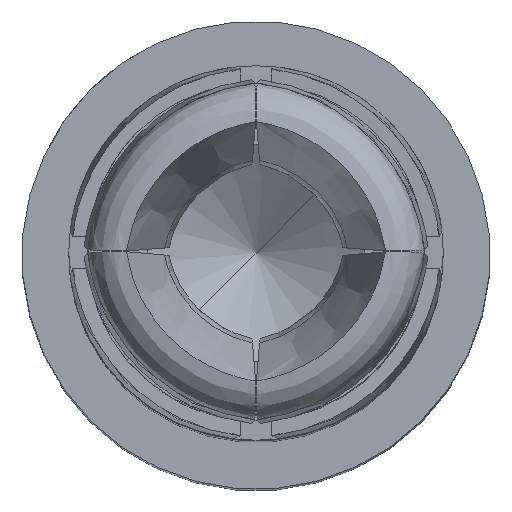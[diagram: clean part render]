
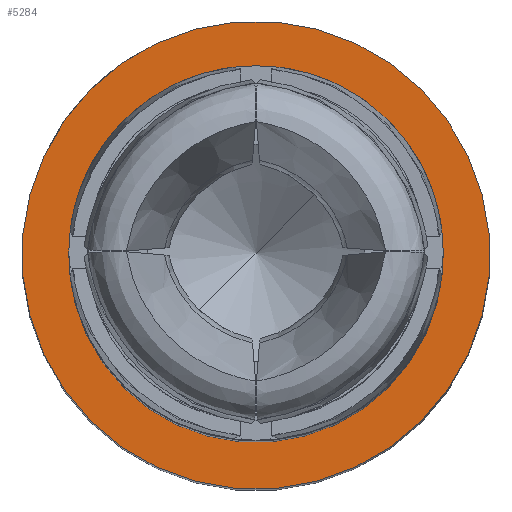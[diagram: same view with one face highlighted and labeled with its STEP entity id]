
A CAD part, top view. The second image highlights one B-rep face of the part: STEP entity #5284.
In plain terms, the highlighted planar face has unit normal (0, 0, 1).
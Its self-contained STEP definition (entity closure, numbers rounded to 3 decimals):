
#1622=CARTESIAN_POINT('',(0.,0.,-6.05));
#1623=DIRECTION('',(0.,0.,-1.));
#1624=DIRECTION('',(0.707,0.707,0.));
#1625=AXIS2_PLACEMENT_3D('',#1622,#1623,#1624);
#1635=CARTESIAN_POINT('',(0.,0.,-6.05));
#1636=DIRECTION('',(0.,0.,1.));
#1637=DIRECTION('',(0.707,0.707,0.));
#1638=AXIS2_PLACEMENT_3D('',#1635,#1636,#1637);
#1696=CARTESIAN_POINT('',(0.,0.,-6.05));
#1697=DIRECTION('',(0.,0.,-1.));
#1698=DIRECTION('',(0.707,0.707,0.));
#1699=AXIS2_PLACEMENT_3D('',#1696,#1697,#1698);
#1701=CARTESIAN_POINT('',(0.,0.,-6.05));
#1702=DIRECTION('',(0.,0.,1.));
#1703=DIRECTION('',(0.707,0.707,0.));
#1704=AXIS2_PLACEMENT_3D('',#1701,#1702,#1703);
#2770=CARTESIAN_POINT('',(0.884,0.884,-6.05));
#2772=VERTEX_POINT('',#2770);
#2773=CARTESIAN_POINT('',(0.707,0.707,-6.05));
#2775=VERTEX_POINT('',#2773);
#2780=CARTESIAN_POINT('',(-0.884,-0.884,-6.05));
#2782=VERTEX_POINT('',#2780);
#2783=CARTESIAN_POINT('',(-0.707,-0.707,-6.05));
#2785=VERTEX_POINT('',#2783);
#5269=CARTESIAN_POINT('',(0.,0.,-6.05));
#5270=DIRECTION('',(0.,0.,-1.));
#5271=DIRECTION('',(-0.707,-0.707,0.));
#5272=AXIS2_PLACEMENT_3D('',#5269,#5270,#5271);
#5273=PLANE('',#5272);
#5275=ORIENTED_EDGE('',*,*,#5274,.T.);
#5277=ORIENTED_EDGE('',*,*,#5276,.F.);
#5278=EDGE_LOOP('',(#5275,#5277));
#5279=FACE_OUTER_BOUND('',#5278,.F.);
#5280=ORIENTED_EDGE('',*,*,#5258,.T.);
#5281=ORIENTED_EDGE('',*,*,#5242,.F.);
#5282=EDGE_LOOP('',(#5280,#5281));
#5283=FACE_BOUND('',#5282,.F.);
#1626=CIRCLE('',#1625,1.);
#1639=CIRCLE('',#1638,1.);
#1700=CIRCLE('',#1699,1.25);
#1705=CIRCLE('',#1704,1.25);
#5242=EDGE_CURVE('',#2775,#2785,#1626,.T.);
#5258=EDGE_CURVE('',#2775,#2785,#1639,.T.);
#5274=EDGE_CURVE('',#2772,#2782,#1700,.T.);
#5276=EDGE_CURVE('',#2772,#2782,#1705,.T.);
#5284=ADVANCED_FACE('',(#5279,#5283),#5273,.F.);
